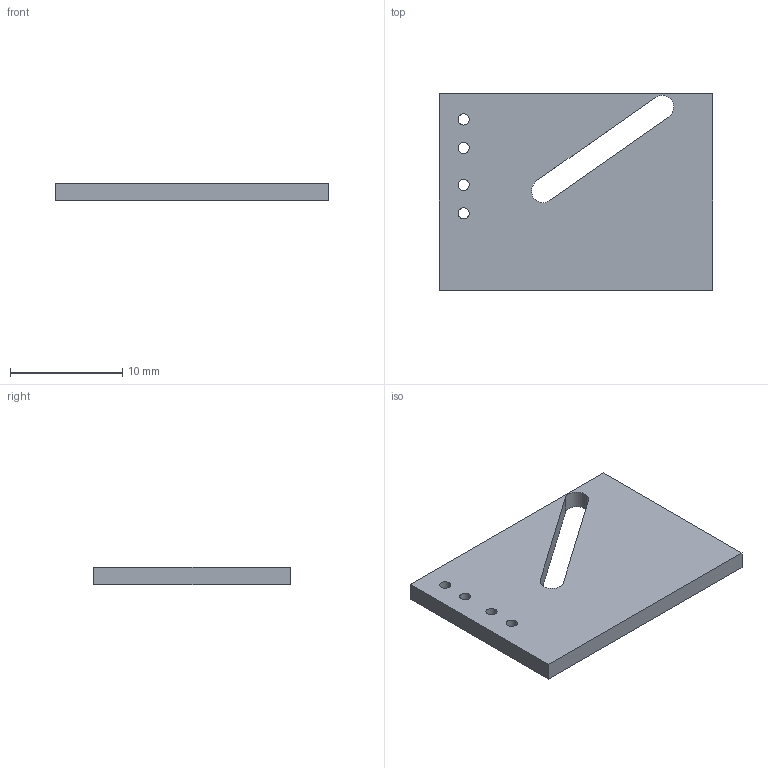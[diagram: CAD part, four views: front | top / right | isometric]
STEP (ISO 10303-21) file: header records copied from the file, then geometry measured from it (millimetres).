
FILE_DESCRIPTION(('KiCad electronic assembly'),'2;1');
FILE_NAME('omniscope_single_sub.step','2023-02-14T09:34:55',('Pcbnew'),( 'Kicad'),'Open CASCADE STEP processor 7.5','KiCad to STEP converter' ,'Unknown');
FILE_SCHEMA(('AUTOMOTIVE_DESIGN { 1 0 10303 214 1 1 1 1 }'));
Length unit declared in the file: millimetre
Products named in the file (2): omniscope_single_sub 1; _autosave-omniscope_single_sub PCB
Assembly tree (1 placements, depth 2):
  omniscope_single_sub 1
    _autosave-omniscope_single_sub PCB
Bounding box: 24.38 x 17.53 x 1.6 mm (x, y, z)
Volume: 629.6 mm3; surface area: 993.3 mm2
Topology: 1 solids, 1 shells, 16 faces, 42 edges, 28 vertices
Faces by surface type: plane 8, cylinder 8
Full cylindrical faces by diameter (mm): 1 x4
Entity records: 1159 total; most frequent: CARTESIAN_POINT 272, DIRECTION 158, LINE 90, VECTOR 90, ORIENTED_EDGE 84, PCURVE 84, DEFINITIONAL_REPRESENTATION 84, EDGE_CURVE 42
